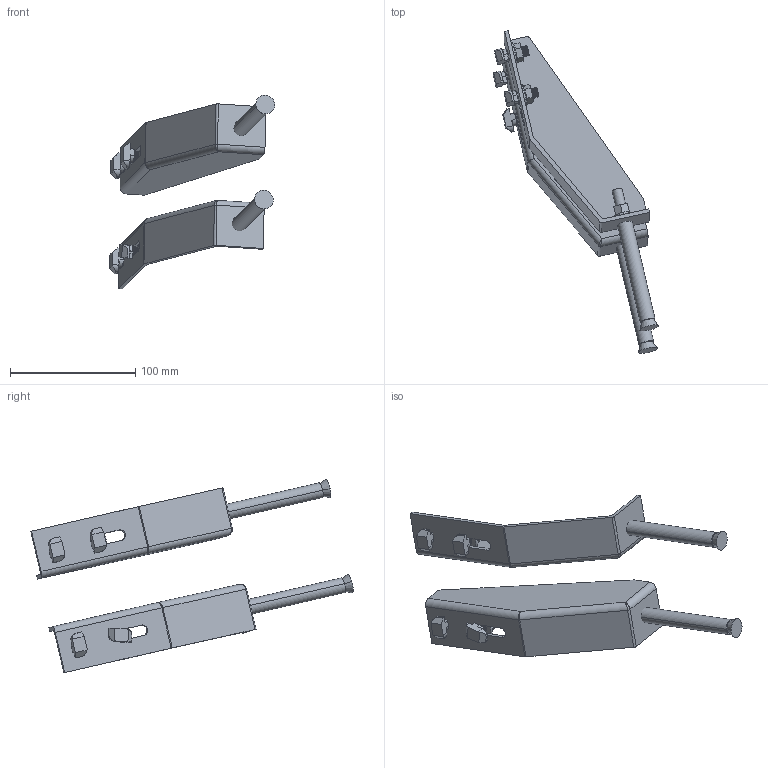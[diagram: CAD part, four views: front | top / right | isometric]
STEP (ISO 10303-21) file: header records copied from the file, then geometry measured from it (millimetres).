
FILE_DESCRIPTION (( 'STEP AP203' ), '1' );
FILE_NAME ('5.51.P.ST.STEP', '2014-06-25T06:50:15', ( 'USER' ), ( 'Microsoft' ), 'SwSTEP 2.0', 'SolidWorks 2012', '' );
FILE_SCHEMA (( 'CONFIG_CONTROL_DESIGN' ));
Length unit declared in the file: millimetre
Products named in the file (1): 5.51.P.ST
Bounding box: 131.98 x 257.46 x 154.76 mm (x, y, z)
Surface area: 78173.5 mm2 (no closed solid volume)
Topology: 0 solids, 18 shells, 411 faces, 1256 edges, 847 vertices
Faces by surface type: cylinder 156, plane 151, cone 62, bspline 34, torus 8
Entity records: 18953 total; most frequent: CARTESIAN_POINT 8894, ORIENTED_EDGE 2177, DIRECTION 1834, EDGE_CURVE 1252, VERTEX_POINT 847, AXIS2_PLACEMENT_3D 625, VECTOR 584, LINE 584
